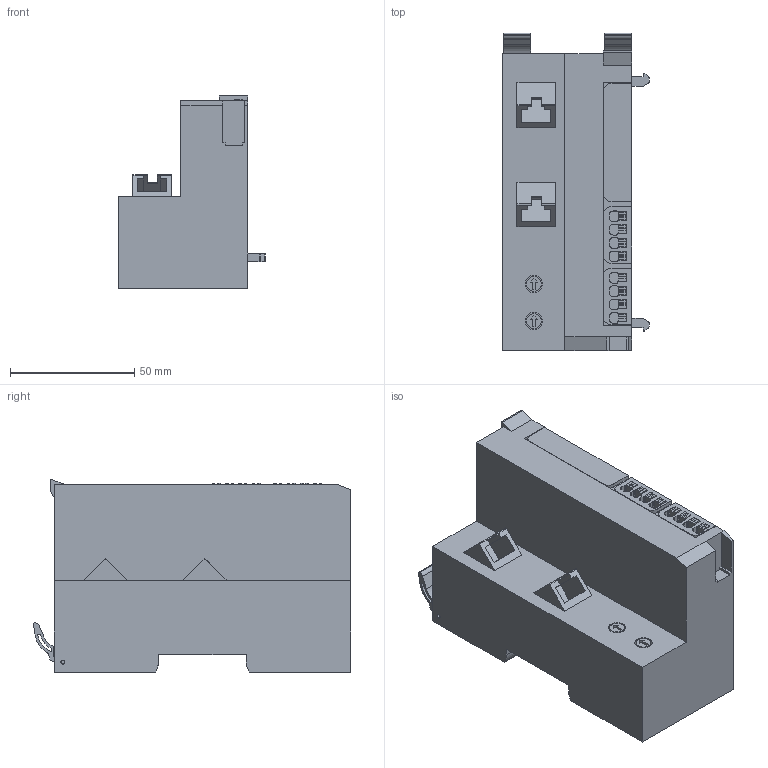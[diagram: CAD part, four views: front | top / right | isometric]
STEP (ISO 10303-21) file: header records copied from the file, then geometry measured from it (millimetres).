
FILE_DESCRIPTION(('CATIA V5R24 STEP','CAx-IF Rec.Pracs.--- Model Styling and Organization---1.2---2011-12-15'),'2;1');
FILE_NAME ('D1451233_0', '2016-10-18T06:26:44+00:00', ('Weidmueller Interface'), ('Weidmueller'), 'CATIA Version 5-6 Release 2014 SP4 HF52', 'CATIA V5 STEP AP214', 'none');
FILE_SCHEMA(('AUTOMOTIVE_DESIGN { 1 0 10303 214 1 1 1 1 }'));
Length unit declared in the file: millimetre
Products named in the file (1): 1334940000
Bounding box: 59 x 127.88 x 77.45 mm (x, y, z)
Volume: 339391.6 mm3; surface area: 42824.5 mm2
Topology: 1 solids, 1 shells, 446 faces, 1299 edges, 876 vertices
Faces by surface type: plane 324, cylinder 122
Entity records: 15451 total; most frequent: CARTESIAN_POINT 3169, ORIENTED_EDGE 2598, DIRECTION 2129, EDGE_CURVE 1299, VECTOR 1051, LINE 1051, VERTEX_POINT 876, AXIS2_PLACEMENT_3D 642
